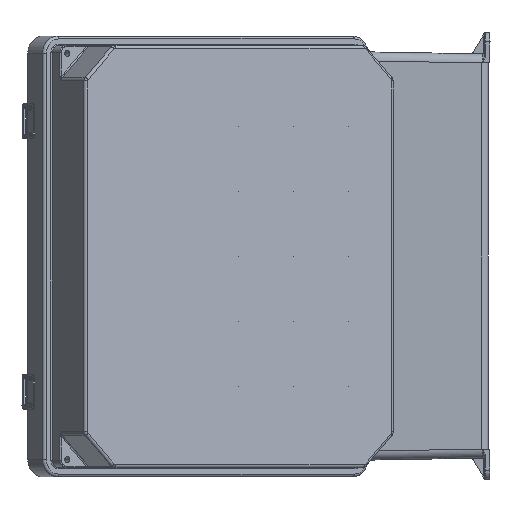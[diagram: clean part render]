
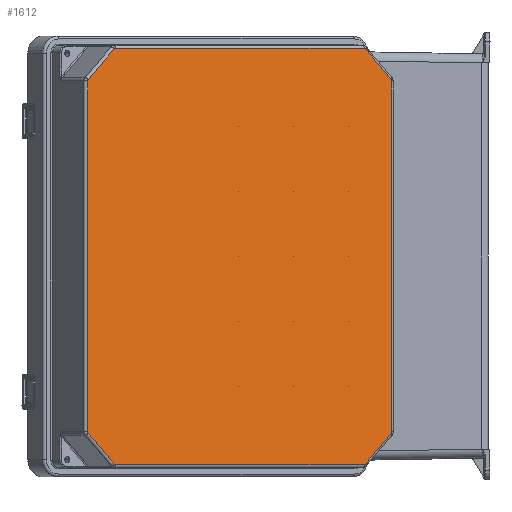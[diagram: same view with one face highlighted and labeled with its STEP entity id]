
A CAD part, left-side view. The second image highlights one B-rep face of the part: STEP entity #1612.
In plain terms, the highlighted face is planar.
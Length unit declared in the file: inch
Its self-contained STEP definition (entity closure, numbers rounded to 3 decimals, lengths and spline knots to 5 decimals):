
#40 = LINE ( 'NONE', #30137, #4893 ) ;
#74 = VERTEX_POINT ( 'NONE', #26310 ) ;
#355 = CARTESIAN_POINT ( 'NONE',  ( 5.09763, 3.24803, -14.8937 ) ) ;
#648 = DIRECTION ( 'NONE',  ( 0., -1., 0. ) ) ;
#719 = CARTESIAN_POINT ( 'NONE',  ( -5.1533, 3.24803, -14.87064 ) ) ;
#733 = VERTEX_POINT ( 'NONE', #1630 ) ;
#776 = DIRECTION ( 'NONE',  ( 0., 0., 1. ) ) ;
#1128 = DIRECTION ( 'NONE',  ( 0.707, 0., 0.707 ) ) ;
#1371 = EDGE_CURVE ( 'NONE', #12322, #733, #28264, .T. ) ;
#1612 = ADVANCED_FACE ( 'NONE', ( #8258 ), #4090, .T. ) ;
#1630 = CARTESIAN_POINT ( 'NONE',  ( 6.23622, 3.24803, -13.75511 ) ) ;
#2885 = EDGE_CURVE ( 'NONE', #15225, #733, #43025, .T. ) ;
#3231 = EDGE_CURVE ( 'NONE', #35094, #8391, #40, .T. ) ;
#4090 = PLANE ( 'NONE',  #6907 ) ;
#4893 = VECTOR ( 'NONE', #6668, 39.37008 ) ;
#5020 = CIRCLE ( 'NONE', #24106, 0.07874 ) ;
#5320 = DIRECTION ( 'NONE',  ( 1., 0., 0. ) ) ;
#5564 = VERTEX_POINT ( 'NONE', #34625 ) ;
#5610 = CARTESIAN_POINT ( 'NONE',  ( -6.23622, 3.24803, -1.55985 ) ) ;
#5645 = VECTOR ( 'NONE', #41657, 39.37008 ) ;
#6097 = EDGE_CURVE ( 'NONE', #7436, #39737, #15249, .T. ) ;
#6668 = DIRECTION ( 'NONE',  ( -0.707, 0., -0.707 ) ) ;
#6758 = CARTESIAN_POINT ( 'NONE',  ( -5.09763, 3.24803, -14.81496 ) ) ;
#6907 = AXIS2_PLACEMENT_3D ( 'NONE', #25315, #38569, #776 ) ;
#7436 = VERTEX_POINT ( 'NONE', #355 ) ;
#7603 = ORIENTED_EDGE ( 'NONE', *, *, #40815, .T. ) ;
#7749 = VECTOR ( 'NONE', #30426, 39.37008 ) ;
#7988 = ORIENTED_EDGE ( 'NONE', *, *, #27795, .T. ) ;
#8221 = AXIS2_PLACEMENT_3D ( 'NONE', #14767, #41975, #20763 ) ;
#8258 = FACE_OUTER_BOUND ( 'NONE', #40886, .T. ) ;
#8391 = VERTEX_POINT ( 'NONE', #9061 ) ;
#8993 = CARTESIAN_POINT ( 'NONE',  ( 6.15748, 3.24803, -13.75511 ) ) ;
#9061 = CARTESIAN_POINT ( 'NONE',  ( -6.21316, 3.24803, -1.50418 ) ) ;
#9601 = LINE ( 'NONE', #27304, #7749 ) ;
#10362 = DIRECTION ( 'NONE',  ( 0., 0., -1. ) ) ;
#10520 = VECTOR ( 'NONE', #1128, 39.37008 ) ;
#10672 = CARTESIAN_POINT ( 'NONE',  ( -6.21316, 3.24803, -13.81078 ) ) ;
#11424 = ORIENTED_EDGE ( 'NONE', *, *, #30204, .F. ) ;
#11559 = DIRECTION ( 'NONE',  ( 0., 1., 0. ) ) ;
#12146 = EDGE_CURVE ( 'NONE', #31829, #13401, #38954, .T. ) ;
#12322 = VERTEX_POINT ( 'NONE', #20159 ) ;
#12859 = ORIENTED_EDGE ( 'NONE', *, *, #12146, .T. ) ;
#13341 = LINE ( 'NONE', #26861, #18992 ) ;
#13401 = VERTEX_POINT ( 'NONE', #32438 ) ;
#13488 = AXIS2_PLACEMENT_3D ( 'NONE', #13888, #41119, #13673 ) ;
#13630 = DIRECTION ( 'NONE',  ( 0., 1., 0. ) ) ;
#13673 = DIRECTION ( 'NONE',  ( 0., 0., 1. ) ) ;
#13888 = CARTESIAN_POINT ( 'NONE',  ( 5.09763, 3.24803, -0.5 ) ) ;
#14418 = LINE ( 'NONE', #10672, #32985 ) ;
#14767 = CARTESIAN_POINT ( 'NONE',  ( 6.15748, 3.24803, -1.55985 ) ) ;
#15177 = CARTESIAN_POINT ( 'NONE',  ( 6.23622, 3.24803, -7.65748 ) ) ;
#15184 = ORIENTED_EDGE ( 'NONE', *, *, #1371, .T. ) ;
#15225 = VERTEX_POINT ( 'NONE', #27063 ) ;
#15249 = CIRCLE ( 'NONE', #15942, 0.07874 ) ;
#15942 = AXIS2_PLACEMENT_3D ( 'NONE', #24743, #27842, #10362 ) ;
#16224 = ORIENTED_EDGE ( 'NONE', *, *, #3231, .F. ) ;
#16651 = DIRECTION ( 'NONE',  ( 0.707, 0., -0.707 ) ) ;
#16662 = DIRECTION ( 'NONE',  ( 0., 0., 1. ) ) ;
#17572 = AXIS2_PLACEMENT_3D ( 'NONE', #30327, #648, #20781 ) ;
#17663 = CARTESIAN_POINT ( 'NONE',  ( 5.1533, 3.24803, -14.87064 ) ) ;
#18297 = EDGE_CURVE ( 'NONE', #8391, #40735, #35243, .T. ) ;
#18992 = VECTOR ( 'NONE', #16651, 39.37008 ) ;
#19921 = CARTESIAN_POINT ( 'NONE',  ( 5.09763, 3.24803, -0.42126 ) ) ;
#20159 = CARTESIAN_POINT ( 'NONE',  ( 6.23622, 3.24803, -1.55985 ) ) ;
#20763 = DIRECTION ( 'NONE',  ( 0., 0., 1. ) ) ;
#20781 = DIRECTION ( 'NONE',  ( 0., 0., 1. ) ) ;
#20855 = DIRECTION ( 'NONE',  ( 0., -1., 0. ) ) ;
#21108 = ORIENTED_EDGE ( 'NONE', *, *, #39965, .F. ) ;
#21552 = AXIS2_PLACEMENT_3D ( 'NONE', #23529, #20855, #16662 ) ;
#22154 = LINE ( 'NONE', #35647, #24598 ) ;
#23084 = CIRCLE ( 'NONE', #8221, 0.07874 ) ;
#23342 = ORIENTED_EDGE ( 'NONE', *, *, #26130, .T. ) ;
#23529 = CARTESIAN_POINT ( 'NONE',  ( -5.09763, 3.24803, -0.5 ) ) ;
#24106 = AXIS2_PLACEMENT_3D ( 'NONE', #6758, #13630, #27135 ) ;
#24164 = VERTEX_POINT ( 'NONE', #719 ) ;
#24488 = VERTEX_POINT ( 'NONE', #40179 ) ;
#24598 = VECTOR ( 'NONE', #5320, 39.37008 ) ;
#24602 = CARTESIAN_POINT ( 'NONE',  ( 6.21316, 3.24803, -13.81078 ) ) ;
#24623 = CARTESIAN_POINT ( 'NONE',  ( -6.23622, 3.24803, -7.65748 ) ) ;
#24743 = CARTESIAN_POINT ( 'NONE',  ( 5.09763, 3.24803, -14.81496 ) ) ;
#25043 = EDGE_CURVE ( 'NONE', #28701, #35094, #40644, .T. ) ;
#25315 = CARTESIAN_POINT ( 'NONE',  ( 0., 3.24803, -0.32283 ) ) ;
#26130 = EDGE_CURVE ( 'NONE', #24488, #12322, #23084, .T. ) ;
#26310 = CARTESIAN_POINT ( 'NONE',  ( -5.09763, 3.24803, -14.8937 ) ) ;
#26620 = CARTESIAN_POINT ( 'NONE',  ( -5.09763, 3.24803, -0.42126 ) ) ;
#26781 = AXIS2_PLACEMENT_3D ( 'NONE', #8993, #35777, #36012 ) ;
#26861 = CARTESIAN_POINT ( 'NONE',  ( 6.21316, 3.24803, -1.50418 ) ) ;
#27063 = CARTESIAN_POINT ( 'NONE',  ( 6.21316, 3.24803, -13.81078 ) ) ;
#27135 = DIRECTION ( 'NONE',  ( 0., 0., -1. ) ) ;
#27304 = CARTESIAN_POINT ( 'NONE',  ( 5.09763, 3.24803, -14.8937 ) ) ;
#27795 = EDGE_CURVE ( 'NONE', #24164, #31829, #14418, .T. ) ;
#27842 = DIRECTION ( 'NONE',  ( 0., -1., 0. ) ) ;
#28264 = LINE ( 'NONE', #15177, #30236 ) ;
#28559 = ORIENTED_EDGE ( 'NONE', *, *, #32046, .T. ) ;
#28701 = VERTEX_POINT ( 'NONE', #26620 ) ;
#29035 = EDGE_CURVE ( 'NONE', #28701, #40196, #22154, .T. ) ;
#29541 = ORIENTED_EDGE ( 'NONE', *, *, #32400, .T. ) ;
#29862 = CARTESIAN_POINT ( 'NONE',  ( -6.21316, 3.24803, -13.81078 ) ) ;
#30137 = CARTESIAN_POINT ( 'NONE',  ( -6.21316, 3.24803, -1.50418 ) ) ;
#30204 = EDGE_CURVE ( 'NONE', #39737, #15225, #31470, .T. ) ;
#30236 = VECTOR ( 'NONE', #35338, 39.37008 ) ;
#30327 = CARTESIAN_POINT ( 'NONE',  ( -6.15748, 3.24803, -1.55985 ) ) ;
#30426 = DIRECTION ( 'NONE',  ( 1., 0., 0. ) ) ;
#31080 = DIRECTION ( 'NONE',  ( 0., 0., -1. ) ) ;
#31225 = AXIS2_PLACEMENT_3D ( 'NONE', #34617, #11559, #31080 ) ;
#31470 = LINE ( 'NONE', #24602, #10520 ) ;
#31515 = ORIENTED_EDGE ( 'NONE', *, *, #32827, .F. ) ;
#31829 = VERTEX_POINT ( 'NONE', #29862 ) ;
#32046 = EDGE_CURVE ( 'NONE', #40196, #5564, #32586, .T. ) ;
#32400 = EDGE_CURVE ( 'NONE', #74, #24164, #5020, .T. ) ;
#32438 = CARTESIAN_POINT ( 'NONE',  ( -6.23622, 3.24803, -13.75511 ) ) ;
#32586 = CIRCLE ( 'NONE', #13488, 0.07874 ) ;
#32827 = EDGE_CURVE ( 'NONE', #40735, #13401, #41011, .T. ) ;
#32985 = VECTOR ( 'NONE', #34355, 39.37008 ) ;
#34044 = ORIENTED_EDGE ( 'NONE', *, *, #6097, .F. ) ;
#34355 = DIRECTION ( 'NONE',  ( -0.707, 0., 0.707 ) ) ;
#34617 = CARTESIAN_POINT ( 'NONE',  ( -6.15748, 3.24803, -13.75511 ) ) ;
#34625 = CARTESIAN_POINT ( 'NONE',  ( 5.1533, 3.24803, -0.44432 ) ) ;
#35094 = VERTEX_POINT ( 'NONE', #40723 ) ;
#35243 = CIRCLE ( 'NONE', #17572, 0.07874 ) ;
#35338 = DIRECTION ( 'NONE',  ( 0., 0., -1. ) ) ;
#35647 = CARTESIAN_POINT ( 'NONE',  ( 5.09763, 3.24803, -0.42126 ) ) ;
#35777 = DIRECTION ( 'NONE',  ( 0., -1., 0. ) ) ;
#35862 = ORIENTED_EDGE ( 'NONE', *, *, #29035, .T. ) ;
#36012 = DIRECTION ( 'NONE',  ( 0., 0., -1. ) ) ;
#36830 = ORIENTED_EDGE ( 'NONE', *, *, #25043, .F. ) ;
#38569 = DIRECTION ( 'NONE',  ( 0., 1., 0. ) ) ;
#38954 = CIRCLE ( 'NONE', #31225, 0.07874 ) ;
#39737 = VERTEX_POINT ( 'NONE', #17663 ) ;
#39965 = EDGE_CURVE ( 'NONE', #74, #7436, #9601, .T. ) ;
#40179 = CARTESIAN_POINT ( 'NONE',  ( 6.21316, 3.24803, -1.50418 ) ) ;
#40196 = VERTEX_POINT ( 'NONE', #19921 ) ;
#40339 = ORIENTED_EDGE ( 'NONE', *, *, #18297, .F. ) ;
#40644 = CIRCLE ( 'NONE', #21552, 0.07874 ) ;
#40723 = CARTESIAN_POINT ( 'NONE',  ( -5.1533, 3.24803, -0.44432 ) ) ;
#40735 = VERTEX_POINT ( 'NONE', #5610 ) ;
#40815 = EDGE_CURVE ( 'NONE', #5564, #24488, #13341, .T. ) ;
#40886 = EDGE_LOOP ( 'NONE', ( #23342, #15184, #43544, #11424, #34044, #21108, #29541, #7988, #12859, #31515, #40339, #16224, #36830, #35862, #28559, #7603 ) ) ;
#41011 = LINE ( 'NONE', #24623, #5645 ) ;
#41119 = DIRECTION ( 'NONE',  ( 0., 1., 0. ) ) ;
#41657 = DIRECTION ( 'NONE',  ( 0., 0., -1. ) ) ;
#41975 = DIRECTION ( 'NONE',  ( 0., 1., 0. ) ) ;
#43025 = CIRCLE ( 'NONE', #26781, 0.07874 ) ;
#43544 = ORIENTED_EDGE ( 'NONE', *, *, #2885, .F. ) ;
